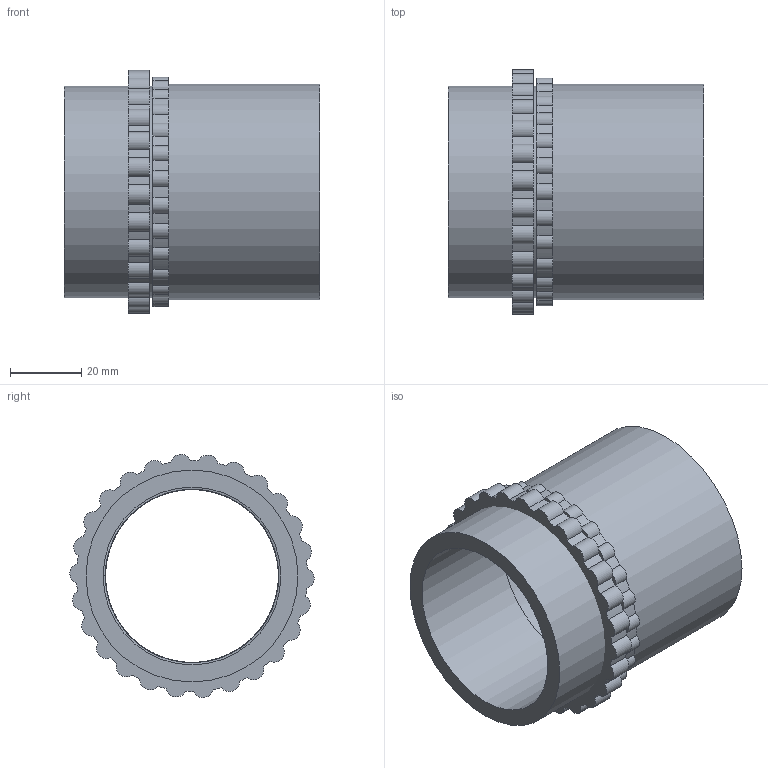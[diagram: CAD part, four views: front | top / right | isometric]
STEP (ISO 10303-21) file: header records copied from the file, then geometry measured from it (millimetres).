
FILE_DESCRIPTION(('STEP AP203'), '1');
FILE_NAME('Ìóôòà ââîäíàÿ äëÿ ìåòàëëîðóêàâà ïëàñòèêîâàÿ ÌÂÏ-50', '', ('UNSPECIFIED'), ('UNSPECIFIED'), 'ASCON STEP Converter 1.6', 'ASCON Math Kernel', '');
FILE_SCHEMA(('CONFIG_CONTROL_DESIGN'));
Length unit declared in the file: millimetre
Products named in the file (1): -08
Bounding box: 72 x 68.7 x 68.41 mm (x, y, z)
Volume: 61856 mm3; surface area: 33717.9 mm2
Topology: 2 solids, 2 shells, 125 faces, 356 edges, 238 vertices
Faces by surface type: cylinder 113, plane 9, bspline 3
Full cylindrical faces by diameter (mm): 50 x1, 52.8 x3, 58 x1, 59.614 x1, 60.6 x1
Entity records: 7508 total; most frequent: CARTESIAN_POINT 3034, DIRECTION 800, ORIENTED_EDGE 700, EDGE_CURVE 350, AXIS2_PLACEMENT_3D 343, VERTEX_POINT 238, CIRCLE 220, EDGE_LOOP 138
